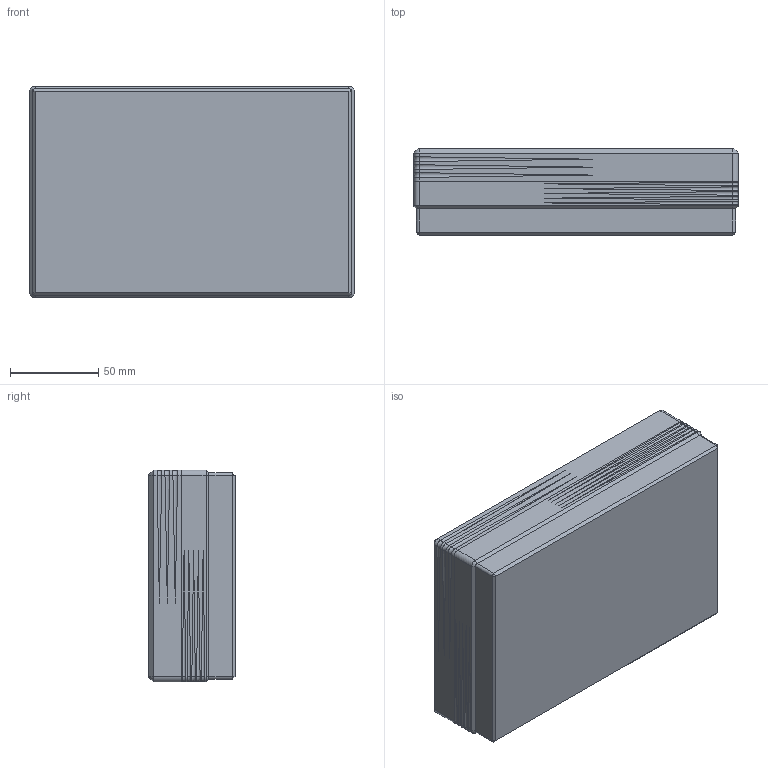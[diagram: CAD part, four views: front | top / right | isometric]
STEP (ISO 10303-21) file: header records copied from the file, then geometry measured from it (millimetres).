
FILE_DESCRIPTION(/* description */ (''),/* implementation_level */ '2;1');
FILE_NAME(/* name */ 'proto-board-case.stp',/* time_stamp */ '2024-11-21T22:58:56Z',/* author */ ('iwheard'),/* organization */ (''),/* preprocessor_version */ 'ST-DEVELOPER v19',/* originating_system */ 'Autodesk Inventor 2023',/* authorisation */ '');
FILE_SCHEMA (('AUTOMOTIVE_DESIGN { 1 0 10303 214 3 1 1 }'));
Length unit declared in the file: millimetre
Products named in the file (1): proto-board-case
Bounding box: 184 x 49 x 120 mm (x, y, z)
Volume: 150777.9 mm3; surface area: 160416.3 mm2
Topology: 2 solids, 2 shells, 157 faces, 324 edges, 168 vertices
Faces by surface type: plane 53, cone 52, cylinder 36, torus 16
Entity records: 3964 total; most frequent: DIRECTION 712, CARTESIAN_POINT 710, ORIENTED_EDGE 640, EDGE_CURVE 320, AXIS2_PLACEMENT_3D 266, LINE 180, VECTOR 180, VERTEX_POINT 168
